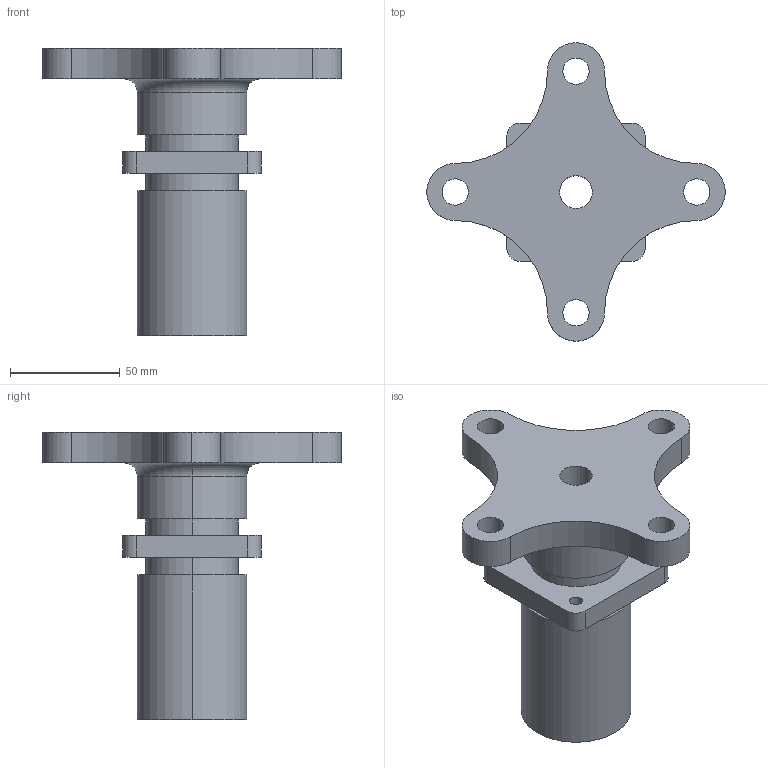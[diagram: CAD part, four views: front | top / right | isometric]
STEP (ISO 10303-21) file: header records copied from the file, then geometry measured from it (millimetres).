
FILE_DESCRIPTION (( 'STEP AP203' ), '1' );
FILE_NAME ('Wheelhub_rear.STEP', '2024-12-17T15:45:13', ( '' ), ( '' ), 'SwSTEP 2.0', 'SolidWorks 2024', '' );
FILE_SCHEMA (( 'CONFIG_CONTROL_DESIGN' ));
Length unit declared in the file: millimetre
Products named in the file (1): Wheelhub_rear
Bounding box: 136 x 136 x 131 mm (x, y, z)
Volume: 298990.5 mm3; surface area: 55347.3 mm2
Topology: 1 solids, 1 shells, 55 faces, 139 edges, 92 vertices
Faces by surface type: cylinder 41, plane 12, torus 2
Entity records: 1816 total; most frequent: DIRECTION 337, CARTESIAN_POINT 287, ORIENTED_EDGE 278, AXIS2_PLACEMENT_3D 142, EDGE_CURVE 139, VERTEX_POINT 92, CIRCLE 86, EDGE_LOOP 79
